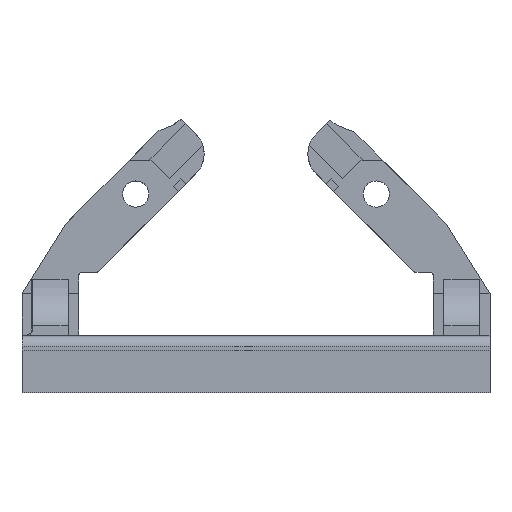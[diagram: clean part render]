
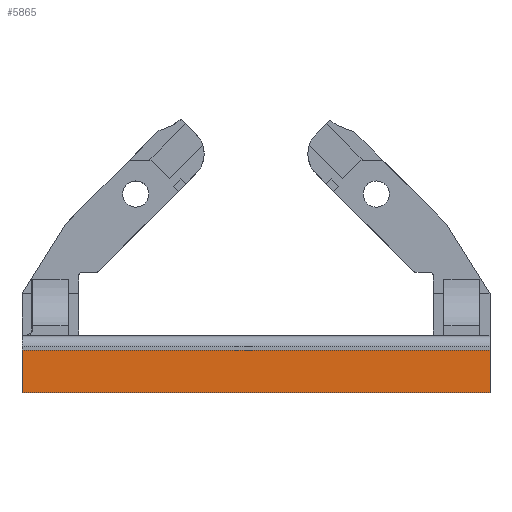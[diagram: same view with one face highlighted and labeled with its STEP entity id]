
A CAD part, top view. The second image highlights one B-rep face of the part: STEP entity #5865.
In plain terms, the highlighted planar face has unit normal (0, 0, 1).
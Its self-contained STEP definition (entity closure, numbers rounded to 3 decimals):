
#835 = PLANE('',#836);
#836 = AXIS2_PLACEMENT_3D('',#837,#838,#839);
#837 = CARTESIAN_POINT('',(0.,-26.677,20.));
#838 = DIRECTION('',(0.,0.,1.));
#839 = DIRECTION('',(1.,0.,0.));
#1130 = PLANE('',#1131);
#1131 = AXIS2_PLACEMENT_3D('',#1132,#1133,#1134);
#1132 = CARTESIAN_POINT('',(-33.,-45.,0.));
#1133 = DIRECTION('',(0.,1.,0.));
#1134 = DIRECTION('',(1.,0.,0.));
#1410 = PLANE('',#1411);
#1411 = AXIS2_PLACEMENT_3D('',#1412,#1413,#1414);
#1412 = CARTESIAN_POINT('',(33.,-39.,3.8));
#1413 = DIRECTION('',(-1.,0.,0.));
#1414 = DIRECTION('',(0.,0.,1.));
#1423 = VERTEX_POINT('',#1424);
#1424 = CARTESIAN_POINT('',(33.,-39.,20.));
#2852 = VERTEX_POINT('',#2853);
#2853 = CARTESIAN_POINT('',(-33.,-39.,20.));
#2890 = PLANE('',#2891);
#2891 = AXIS2_PLACEMENT_3D('',#2892,#2893,#2894);
#2892 = CARTESIAN_POINT('',(-33.,-39.,0.));
#2893 = DIRECTION('',(-1.,0.,0.));
#2894 = DIRECTION('',(0.,0.,1.));
#2981 = EDGE_CURVE('',#2852,#1423,#2982,.T.);
#2982 = SURFACE_CURVE('',#2983,(#2987,#2994),.PCURVE_S1.);
#2983 = LINE('',#2984,#2985);
#2984 = CARTESIAN_POINT('',(-33.,-39.,20.));
#2985 = VECTOR('',#2986,1.);
#2986 = DIRECTION('',(1.,0.,0.));
#2987 = PCURVE('',#835,#2988);
#2988 = DEFINITIONAL_REPRESENTATION('',(#2989),#2993);
#2989 = LINE('',#2990,#2991);
#2990 = CARTESIAN_POINT('',(-33.,-12.323));
#2991 = VECTOR('',#2992,1.);
#2992 = DIRECTION('',(1.,0.));
#2993 = ( GEOMETRIC_REPRESENTATION_CONTEXT(2) 
PARAMETRIC_REPRESENTATION_CONTEXT() REPRESENTATION_CONTEXT('2D SPACE',''
  ) );
#2994 = PCURVE('',#2995,#3000);
#2995 = PLANE('',#2996);
#2996 = AXIS2_PLACEMENT_3D('',#2997,#2998,#2999);
#2997 = CARTESIAN_POINT('',(-33.,-39.,20.));
#2998 = DIRECTION('',(0.,0.,1.));
#2999 = DIRECTION('',(1.,0.,0.));
#3000 = DEFINITIONAL_REPRESENTATION('',(#3001),#3005);
#3001 = LINE('',#3002,#3003);
#3002 = CARTESIAN_POINT('',(0.,0.));
#3003 = VECTOR('',#3004,1.);
#3004 = DIRECTION('',(1.,0.));
#3005 = ( GEOMETRIC_REPRESENTATION_CONTEXT(2) 
PARAMETRIC_REPRESENTATION_CONTEXT() REPRESENTATION_CONTEXT('2D SPACE',''
  ) );
#3034 = VERTEX_POINT('',#3035);
#3035 = CARTESIAN_POINT('',(-33.,-45.,20.));
#3056 = EDGE_CURVE('',#3034,#3057,#3059,.T.);
#3057 = VERTEX_POINT('',#3058);
#3058 = CARTESIAN_POINT('',(33.,-45.,20.));
#3059 = SURFACE_CURVE('',#3060,(#3064,#3071),.PCURVE_S1.);
#3060 = LINE('',#3061,#3062);
#3061 = CARTESIAN_POINT('',(-33.,-45.,20.));
#3062 = VECTOR('',#3063,1.);
#3063 = DIRECTION('',(1.,0.,0.));
#3064 = PCURVE('',#1130,#3065);
#3065 = DEFINITIONAL_REPRESENTATION('',(#3066),#3070);
#3066 = LINE('',#3067,#3068);
#3067 = CARTESIAN_POINT('',(0.,-20.));
#3068 = VECTOR('',#3069,1.);
#3069 = DIRECTION('',(1.,0.));
#3070 = ( GEOMETRIC_REPRESENTATION_CONTEXT(2) 
PARAMETRIC_REPRESENTATION_CONTEXT() REPRESENTATION_CONTEXT('2D SPACE',''
  ) );
#3071 = PCURVE('',#2995,#3072);
#3072 = DEFINITIONAL_REPRESENTATION('',(#3073),#3077);
#3073 = LINE('',#3074,#3075);
#3074 = CARTESIAN_POINT('',(0.,-6.));
#3075 = VECTOR('',#3076,1.);
#3076 = DIRECTION('',(1.,0.));
#3077 = ( GEOMETRIC_REPRESENTATION_CONTEXT(2) 
PARAMETRIC_REPRESENTATION_CONTEXT() REPRESENTATION_CONTEXT('2D SPACE',''
  ) );
#3346 = EDGE_CURVE('',#1423,#3057,#3347,.T.);
#3347 = SURFACE_CURVE('',#3348,(#3352,#3359),.PCURVE_S1.);
#3348 = LINE('',#3349,#3350);
#3349 = CARTESIAN_POINT('',(33.,-39.,20.));
#3350 = VECTOR('',#3351,1.);
#3351 = DIRECTION('',(0.,-1.,0.));
#3352 = PCURVE('',#1410,#3353);
#3353 = DEFINITIONAL_REPRESENTATION('',(#3354),#3358);
#3354 = LINE('',#3355,#3356);
#3355 = CARTESIAN_POINT('',(16.2,0.));
#3356 = VECTOR('',#3357,1.);
#3357 = DIRECTION('',(0.,-1.));
#3358 = ( GEOMETRIC_REPRESENTATION_CONTEXT(2) 
PARAMETRIC_REPRESENTATION_CONTEXT() REPRESENTATION_CONTEXT('2D SPACE',''
  ) );
#3359 = PCURVE('',#2995,#3360);
#3360 = DEFINITIONAL_REPRESENTATION('',(#3361),#3365);
#3361 = LINE('',#3362,#3363);
#3362 = CARTESIAN_POINT('',(66.,0.));
#3363 = VECTOR('',#3364,1.);
#3364 = DIRECTION('',(0.,-1.));
#3365 = ( GEOMETRIC_REPRESENTATION_CONTEXT(2) 
PARAMETRIC_REPRESENTATION_CONTEXT() REPRESENTATION_CONTEXT('2D SPACE',''
  ) );
#5784 = EDGE_CURVE('',#2852,#3034,#5785,.T.);
#5785 = SURFACE_CURVE('',#5786,(#5790,#5797),.PCURVE_S1.);
#5786 = LINE('',#5787,#5788);
#5787 = CARTESIAN_POINT('',(-33.,-39.,20.));
#5788 = VECTOR('',#5789,1.);
#5789 = DIRECTION('',(0.,-1.,0.));
#5790 = PCURVE('',#2890,#5791);
#5791 = DEFINITIONAL_REPRESENTATION('',(#5792),#5796);
#5792 = LINE('',#5793,#5794);
#5793 = CARTESIAN_POINT('',(20.,0.));
#5794 = VECTOR('',#5795,1.);
#5795 = DIRECTION('',(0.,-1.));
#5796 = ( GEOMETRIC_REPRESENTATION_CONTEXT(2) 
PARAMETRIC_REPRESENTATION_CONTEXT() REPRESENTATION_CONTEXT('2D SPACE',''
  ) );
#5797 = PCURVE('',#2995,#5798);
#5798 = DEFINITIONAL_REPRESENTATION('',(#5799),#5803);
#5799 = LINE('',#5800,#5801);
#5800 = CARTESIAN_POINT('',(0.,0.));
#5801 = VECTOR('',#5802,1.);
#5802 = DIRECTION('',(0.,-1.));
#5803 = ( GEOMETRIC_REPRESENTATION_CONTEXT(2) 
PARAMETRIC_REPRESENTATION_CONTEXT() REPRESENTATION_CONTEXT('2D SPACE',''
  ) );
#5865 = ADVANCED_FACE('',(#5866),#2995,.T.);
#5866 = FACE_BOUND('',#5867,.T.);
#5867 = EDGE_LOOP('',(#5868,#5869,#5870,#5871));
#5868 = ORIENTED_EDGE('',*,*,#5784,.T.);
#5869 = ORIENTED_EDGE('',*,*,#3056,.T.);
#5870 = ORIENTED_EDGE('',*,*,#3346,.F.);
#5871 = ORIENTED_EDGE('',*,*,#2981,.F.);
